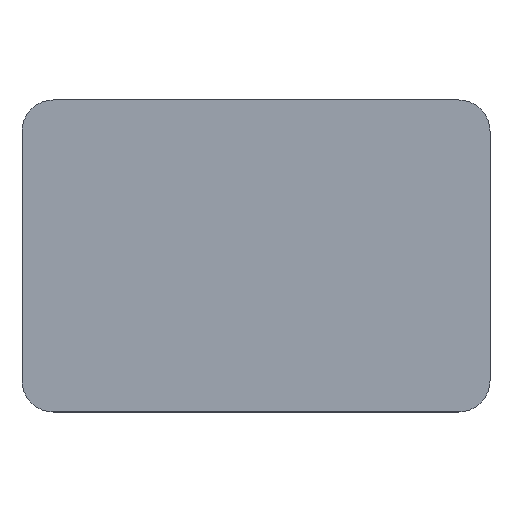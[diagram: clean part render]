
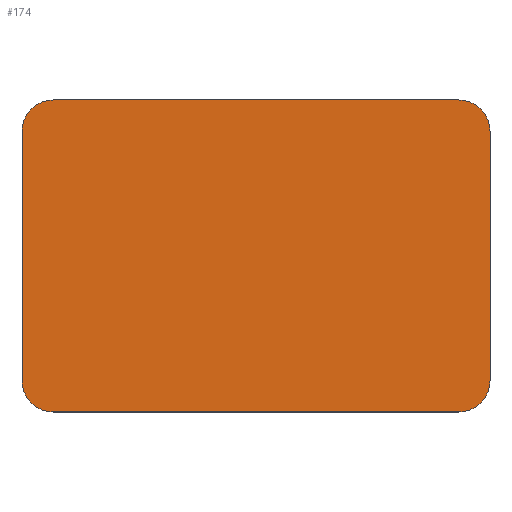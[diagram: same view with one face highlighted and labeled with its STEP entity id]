
A CAD part, top view. The second image highlights one B-rep face of the part: STEP entity #174.
In plain terms, the highlighted planar face has unit normal (0, 0, 1).
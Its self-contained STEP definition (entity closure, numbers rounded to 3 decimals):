
#32 = VERTEX_POINT('',#33);
#33 = CARTESIAN_POINT('',(-3.302,2.54,0.254));
#39 = EDGE_CURVE('',#32,#40,#42,.T.);
#40 = VERTEX_POINT('',#41);
#41 = CARTESIAN_POINT('',(3.302,2.54,0.254));
#42 = LINE('',#43,#44);
#43 = CARTESIAN_POINT('',(-3.81,2.54,0.254));
#44 = VECTOR('',#45,1.);
#45 = DIRECTION('',(1.,0.,0.));
#130 = VERTEX_POINT('',#131);
#131 = CARTESIAN_POINT('',(-3.81,2.032,0.254));
#137 = EDGE_CURVE('',#32,#130,#138,.T.);
#138 = CIRCLE('',#139,0.508);
#139 = AXIS2_PLACEMENT_3D('',#140,#141,#142);
#140 = CARTESIAN_POINT('',(-3.302,2.032,0.254));
#141 = DIRECTION('',(-0.,0.,1.));
#142 = DIRECTION('',(0.,-1.,0.));
#154 = EDGE_CURVE('',#40,#155,#157,.T.);
#155 = VERTEX_POINT('',#156);
#156 = CARTESIAN_POINT('',(3.81,2.032,0.254));
#157 = CIRCLE('',#158,0.508);
#158 = AXIS2_PLACEMENT_3D('',#159,#160,#161);
#159 = CARTESIAN_POINT('',(3.302,2.032,0.254));
#160 = DIRECTION('',(-0.,-0.,-1.));
#161 = DIRECTION('',(0.,-1.,0.));
#174 = ADVANCED_FACE('',(#175),#220,.T.);
#175 = FACE_BOUND('',#176,.T.);
#176 = EDGE_LOOP('',(#177,#178,#179,#187,#196,#204,#213,#219));
#177 = ORIENTED_EDGE('',*,*,#39,.F.);
#178 = ORIENTED_EDGE('',*,*,#137,.T.);
#179 = ORIENTED_EDGE('',*,*,#180,.F.);
#180 = EDGE_CURVE('',#181,#130,#183,.T.);
#181 = VERTEX_POINT('',#182);
#182 = CARTESIAN_POINT('',(-3.81,-2.032,0.254));
#183 = LINE('',#184,#185);
#184 = CARTESIAN_POINT('',(-3.81,-2.54,0.254));
#185 = VECTOR('',#186,1.);
#186 = DIRECTION('',(0.,1.,0.));
#187 = ORIENTED_EDGE('',*,*,#188,.F.);
#188 = EDGE_CURVE('',#189,#181,#191,.T.);
#189 = VERTEX_POINT('',#190);
#190 = CARTESIAN_POINT('',(-3.302,-2.54,0.254));
#191 = CIRCLE('',#192,0.508);
#192 = AXIS2_PLACEMENT_3D('',#193,#194,#195);
#193 = CARTESIAN_POINT('',(-3.302,-2.032,0.254));
#194 = DIRECTION('',(-0.,-0.,-1.));
#195 = DIRECTION('',(0.,-1.,0.));
#196 = ORIENTED_EDGE('',*,*,#197,.F.);
#197 = EDGE_CURVE('',#198,#189,#200,.T.);
#198 = VERTEX_POINT('',#199);
#199 = CARTESIAN_POINT('',(3.302,-2.54,0.254));
#200 = LINE('',#201,#202);
#201 = CARTESIAN_POINT('',(3.81,-2.54,0.254));
#202 = VECTOR('',#203,1.);
#203 = DIRECTION('',(-1.,0.,0.));
#204 = ORIENTED_EDGE('',*,*,#205,.F.);
#205 = EDGE_CURVE('',#206,#198,#208,.T.);
#206 = VERTEX_POINT('',#207);
#207 = CARTESIAN_POINT('',(3.81,-2.032,0.254));
#208 = CIRCLE('',#209,0.508);
#209 = AXIS2_PLACEMENT_3D('',#210,#211,#212);
#210 = CARTESIAN_POINT('',(3.302,-2.032,0.254));
#211 = DIRECTION('',(-0.,-0.,-1.));
#212 = DIRECTION('',(0.,-1.,0.));
#213 = ORIENTED_EDGE('',*,*,#214,.F.);
#214 = EDGE_CURVE('',#155,#206,#215,.T.);
#215 = LINE('',#216,#217);
#216 = CARTESIAN_POINT('',(3.81,2.54,0.254));
#217 = VECTOR('',#218,1.);
#218 = DIRECTION('',(0.,-1.,0.));
#219 = ORIENTED_EDGE('',*,*,#154,.F.);
#220 = PLANE('',#221);
#221 = AXIS2_PLACEMENT_3D('',#222,#223,#224);
#222 = CARTESIAN_POINT('',(-3.81,2.54,0.254));
#223 = DIRECTION('',(0.,0.,1.));
#224 = DIRECTION('',(1.,0.,0.));
